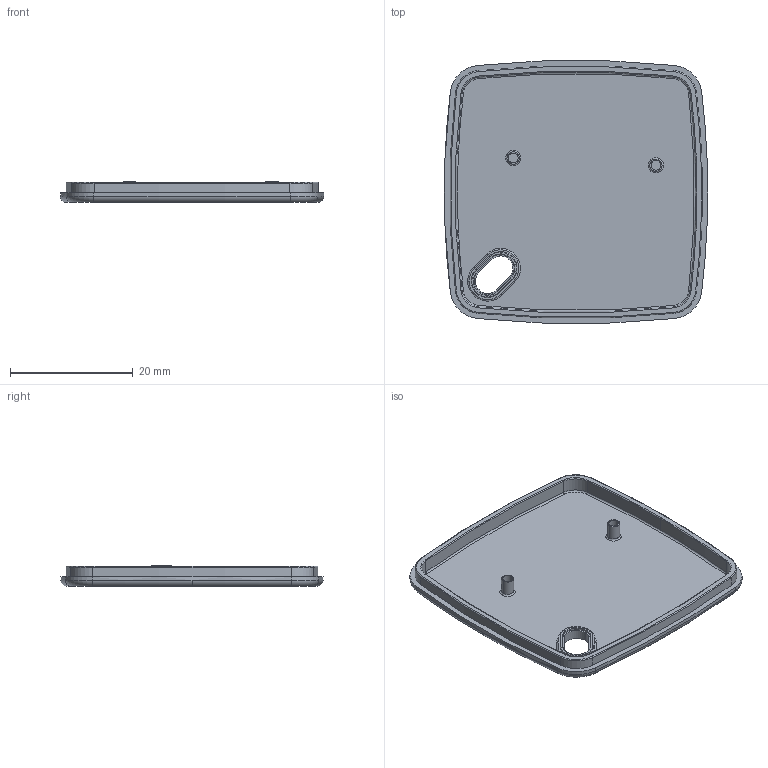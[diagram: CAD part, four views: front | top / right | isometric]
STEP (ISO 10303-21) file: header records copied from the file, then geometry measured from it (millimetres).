
FILE_DESCRIPTION (( 'STEP AP214' ), '1' );
FILE_NAME ('ANH-02 ÜST.STEP', '2017-09-07T12:48:12', ( '' ), ( '' ), 'SwSTEP 2.0', 'SolidWorks 2016', '' );
FILE_SCHEMA (( 'AUTOMOTIVE_DESIGN' ));
Length unit declared in the file: millimetre
Products named in the file (1): ANH-02 郿T
Bounding box: 43 x 42.81 x 3.4 mm (x, y, z)
Volume: 1732.9 mm3; surface area: 4359.3 mm2
Topology: 1 solids, 1 shells, 121 faces, 279 edges, 169 vertices
Faces by surface type: cylinder 53, torus 49, plane 19
Entity records: 3525 total; most frequent: DIRECTION 725, CARTESIAN_POINT 570, ORIENTED_EDGE 558, AXIS2_PLACEMENT_3D 324, EDGE_CURVE 279, CIRCLE 202, VERTEX_POINT 169, EDGE_LOOP 132
